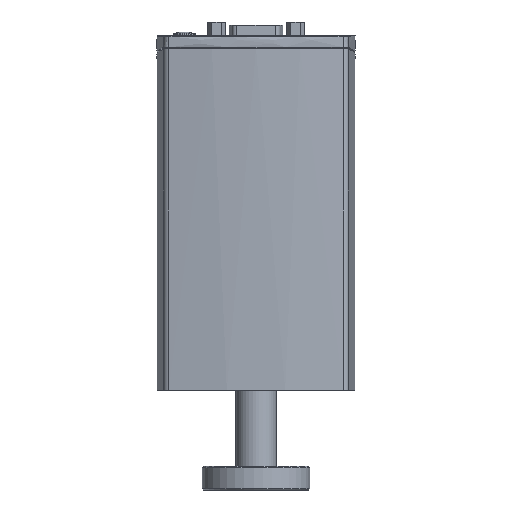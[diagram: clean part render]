
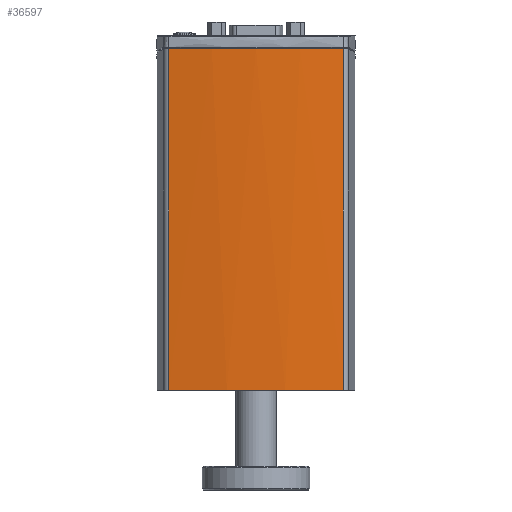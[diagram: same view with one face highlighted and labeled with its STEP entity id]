
A CAD part, left-side view. The second image highlights one B-rep face of the part: STEP entity #36597.
In plain terms, the highlighted cylindrical face has radius 170 mm (diameter 340 mm), a partial arc.
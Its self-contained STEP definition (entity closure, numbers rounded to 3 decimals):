
#908=B_SPLINE_CURVE_WITH_KNOTS('',3,(#78651,#78652,#78653,#78654,#78655,
#78656),.UNSPECIFIED.,.F.,.F.,(4,2,4),(3.561,5.341,
6.145),.UNSPECIFIED.);
#909=B_SPLINE_CURVE_WITH_KNOTS('',3,(#78658,#78659,#78660,#78661,#78662,
#78663),.UNSPECIFIED.,.F.,.F.,(4,2,4),(0.977,1.78,
3.561),.UNSPECIFIED.);
#4347=FACE_OUTER_BOUND('',#6457,.T.);
#6457=EDGE_LOOP('',(#31630,#31631,#31632,#31633,#31634));
#9163=LINE('',#79065,#11890);
#9168=LINE('',#79078,#11895);
#11890=VECTOR('',#49089,10.);
#11895=VECTOR('',#49110,10.);
#13466=CIRCLE('',#39819,170.);
#16598=VERTEX_POINT('',#78568);
#16599=VERTEX_POINT('',#78569);
#16620=VERTEX_POINT('',#78649);
#16621=VERTEX_POINT('',#78650);
#16622=VERTEX_POINT('',#78657);
#21545=EDGE_CURVE('',#16598,#16599,#13466,.T.);
#21584=EDGE_CURVE('',#16620,#16621,#908,.T.);
#21585=EDGE_CURVE('',#16622,#16620,#909,.T.);
#21686=EDGE_CURVE('',#16598,#16622,#9163,.T.);
#21691=EDGE_CURVE('',#16599,#16621,#9168,.T.);
#31630=ORIENTED_EDGE('',*,*,#21584,.T.);
#31631=ORIENTED_EDGE('',*,*,#21691,.F.);
#31632=ORIENTED_EDGE('',*,*,#21545,.F.);
#31633=ORIENTED_EDGE('',*,*,#21686,.T.);
#31634=ORIENTED_EDGE('',*,*,#21585,.T.);
#32779=CYLINDRICAL_SURFACE('',#39938,170.);
#36597=ADVANCED_FACE('',(#4347),#32779,.T.);
#39819=AXIS2_PLACEMENT_3D('',#78570,#48802,#48803);
#39938=AXIS2_PLACEMENT_3D('',#79079,#49111,#49112);
#48802=DIRECTION('center_axis',(0.,0.,
-1.));
#48803=DIRECTION('ref_axis',(1.,0.,0.));
#49089=DIRECTION('',(0.,0.,1.));
#49110=DIRECTION('',(0.,0.,1.));
#49111=DIRECTION('center_axis',(0.,0.,
1.));
#49112=DIRECTION('ref_axis',(-1.,0.,0.));
#78568=CARTESIAN_POINT('',(-29.245,-27.596,9.));
#78569=CARTESIAN_POINT('',(-29.245,27.596,9.));
#78570=CARTESIAN_POINT('Origin',(138.5,0.,
9.));
#78649=CARTESIAN_POINT('',(-31.5,0.,117.2));
#78650=CARTESIAN_POINT('',(-29.245,27.596,117.186));
#78651=CARTESIAN_POINT('Ctrl Pts',(-31.5,0.,
117.2));
#78652=CARTESIAN_POINT('Ctrl Pts',(-31.5,5.934,117.2));
#78653=CARTESIAN_POINT('Ctrl Pts',(-31.169,12.447,117.201));
#78654=CARTESIAN_POINT('Ctrl Pts',(-30.117,21.836,117.195));
#78655=CARTESIAN_POINT('Ctrl Pts',(-29.714,24.748,117.192));
#78656=CARTESIAN_POINT('Ctrl Pts',(-29.245,27.596,117.186));
#78657=CARTESIAN_POINT('',(-29.245,-27.596,117.186));
#78658=CARTESIAN_POINT('Ctrl Pts',(-29.245,-27.596,117.186));
#78659=CARTESIAN_POINT('Ctrl Pts',(-29.714,-24.748,117.192));
#78660=CARTESIAN_POINT('Ctrl Pts',(-30.117,-21.836,
117.195));
#78661=CARTESIAN_POINT('Ctrl Pts',(-31.169,-12.447,
117.201));
#78662=CARTESIAN_POINT('Ctrl Pts',(-31.5,-5.934,
117.2));
#78663=CARTESIAN_POINT('Ctrl Pts',(-31.5,0.,
117.2));
#79065=CARTESIAN_POINT('',(-29.245,-27.596,9.));
#79078=CARTESIAN_POINT('',(-29.245,27.596,9.));
#79079=CARTESIAN_POINT('Origin',(138.5,0.,
9.));
